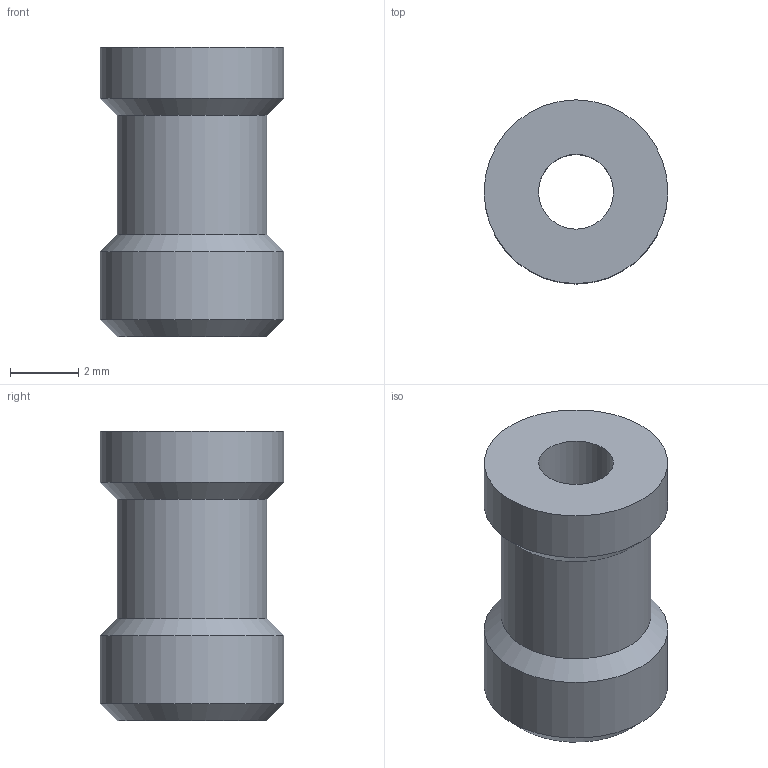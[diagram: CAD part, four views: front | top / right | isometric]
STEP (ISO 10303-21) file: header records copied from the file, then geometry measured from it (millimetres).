
FILE_DESCRIPTION(('FreeCAD Model'),'2;1');
FILE_NAME('Open CASCADE Shape Model','2024-03-04T09:44:10',(''),(''), 'Open CASCADE STEP processor 7.6','FreeCAD','Unknown');
FILE_SCHEMA(('AUTOMOTIVE_DESIGN { 1 0 10303 214 1 1 1 1 }'));
Length unit declared in the file: millimetre
Products named in the file (1): Body
Bounding box: 5.4 x 5.4 x 8.5 mm (x, y, z)
Volume: 116.4 mm3; surface area: 235.3 mm2
Topology: 1 solids, 1 shells, 11 faces, 20 edges, 11 vertices
Faces by surface type: cylinder 5, cone 4, plane 2
Full cylindrical faces by diameter (mm): 2.2 x1, 3.4 x1, 4.4 x1, 5.4 x2
Entity records: 294 total; most frequent: DIRECTION 55, CARTESIAN_POINT 43, ORIENTED_EDGE 40, AXIS2_PLACEMENT_3D 23, EDGE_CURVE 20, FACE_BOUND 13, EDGE_LOOP 13, ADVANCED_FACE 11
